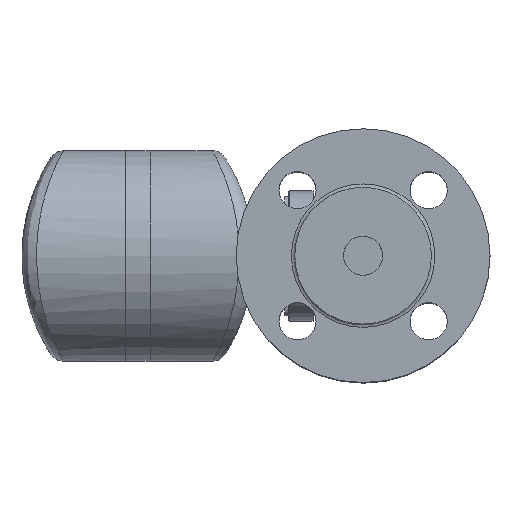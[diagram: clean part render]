
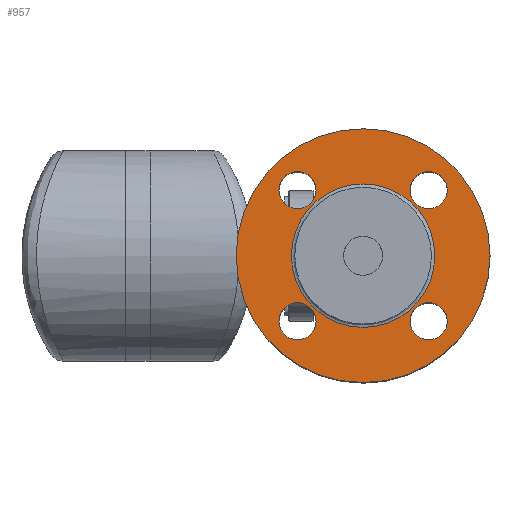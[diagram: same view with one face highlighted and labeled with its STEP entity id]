
A CAD part, top view. The second image highlights one B-rep face of the part: STEP entity #957.
In plain terms, the highlighted planar face has unit normal (0, 0, 1).
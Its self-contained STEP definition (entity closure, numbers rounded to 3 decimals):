
#660=CARTESIAN_POINT('',(142.588,24.088,113.));
#661=VERTEX_POINT('',#660);
#662=CARTESIAN_POINT('',(142.588,33.588,113.));
#663=DIRECTION('',(0.0,0.0,-1.0));
#664=DIRECTION('',(0.0,-1.0,0.0));
#665=AXIS2_PLACEMENT_3D('',#662,#663,#664);
#666=CIRCLE('',#665,9.5);
#667=EDGE_CURVE('',#661,#661,#666,.T.);
#709=CARTESIAN_POINT('',(133.088,-33.588,113.));
#710=VERTEX_POINT('',#709);
#711=CARTESIAN_POINT('',(142.588,-33.588,113.));
#712=DIRECTION('',(0.0,0.0,-1.0));
#713=DIRECTION('',(-1.0,0.0,0.0));
#714=AXIS2_PLACEMENT_3D('',#711,#712,#713);
#715=CIRCLE('',#714,9.5);
#716=EDGE_CURVE('',#710,#710,#715,.T.);
#758=CARTESIAN_POINT('',(75.412,-24.088,113.));
#759=VERTEX_POINT('',#758);
#760=CARTESIAN_POINT('',(75.412,-33.588,113.));
#761=DIRECTION('',(0.0,0.0,-1.0));
#762=DIRECTION('',(0.0,1.0,0.0));
#763=AXIS2_PLACEMENT_3D('',#760,#761,#762);
#764=CIRCLE('',#763,9.5);
#765=EDGE_CURVE('',#759,#759,#764,.T.);
#807=CARTESIAN_POINT('',(84.912,33.588,113.));
#808=VERTEX_POINT('',#807);
#809=CARTESIAN_POINT('',(75.412,33.588,113.));
#810=DIRECTION('',(0.0,0.0,-1.0));
#811=DIRECTION('',(1.0,0.0,0.0));
#812=AXIS2_PLACEMENT_3D('',#809,#810,#811);
#813=CIRCLE('',#812,9.5);
#814=EDGE_CURVE('',#808,#808,#813,.T.);
#903=CARTESIAN_POINT('',(72.268,0.,113.));
#904=VERTEX_POINT('',#903);
#905=CARTESIAN_POINT('',(109.,0.0,113.));
#906=DIRECTION('',(0.0,0.0,1.0));
#907=DIRECTION('',(1.0,0.0,0.0));
#908=AXIS2_PLACEMENT_3D('',#905,#906,#907);
#909=CIRCLE('',#908,36.732);
#910=EDGE_CURVE('',#904,#904,#909,.T.);
#926=CARTESIAN_POINT('',(159.,0.0,113.));
#927=DIRECTION('',(0.0,0.0,1.0));
#928=DIRECTION('',(1.0,0.0,0.0));
#929=AXIS2_PLACEMENT_3D('',#926,#927,#928);
#930=PLANE('',#929);
#931=CARTESIAN_POINT('',(174.0,0.0,113.));
#932=VERTEX_POINT('',#931);
#933=CARTESIAN_POINT('',(109.,0.0,113.));
#934=DIRECTION('',(0.0,0.0,1.0));
#935=DIRECTION('',(1.0,0.0,0.0));
#936=AXIS2_PLACEMENT_3D('',#933,#934,#935);
#937=CIRCLE('',#936,65.);
#938=EDGE_CURVE('',#932,#932,#937,.T.);
#939=ORIENTED_EDGE('',*,*,#938,.T.);
#940=EDGE_LOOP('',(#939));
#941=FACE_OUTER_BOUND('',#940,.T.);
#942=ORIENTED_EDGE('',*,*,#667,.T.);
#943=EDGE_LOOP('',(#942));
#944=FACE_BOUND('',#943,.T.);
#945=ORIENTED_EDGE('',*,*,#716,.T.);
#946=EDGE_LOOP('',(#945));
#947=FACE_BOUND('',#946,.T.);
#948=ORIENTED_EDGE('',*,*,#765,.T.);
#949=EDGE_LOOP('',(#948));
#950=FACE_BOUND('',#949,.T.);
#951=ORIENTED_EDGE('',*,*,#814,.T.);
#952=EDGE_LOOP('',(#951));
#953=FACE_BOUND('',#952,.T.);
#954=ORIENTED_EDGE('',*,*,#910,.F.);
#955=EDGE_LOOP('',(#954));
#956=FACE_BOUND('',#955,.T.);
#957=ADVANCED_FACE('',(#941,#944,#947,#950,#953,#956),#930,.T.);
